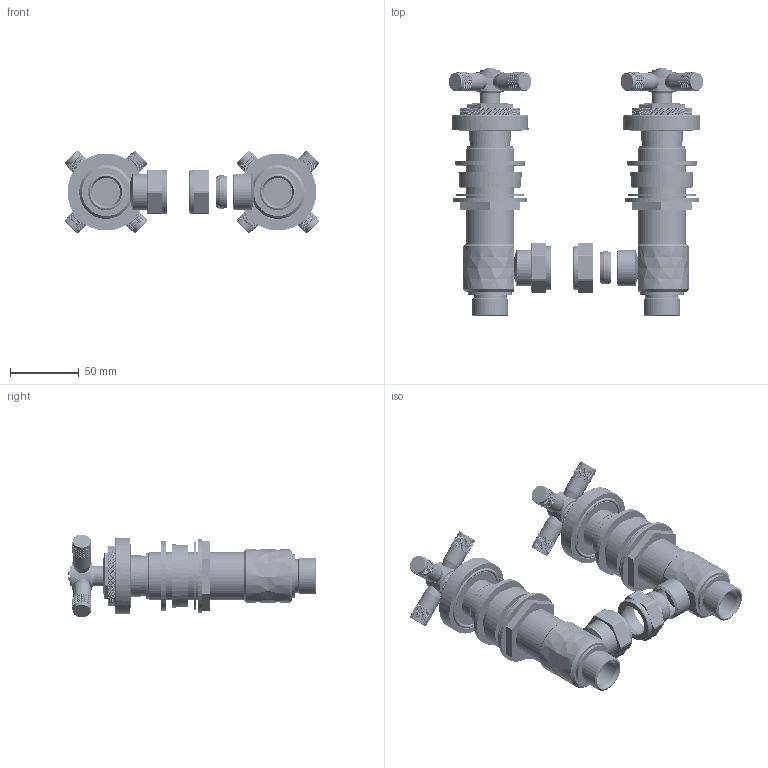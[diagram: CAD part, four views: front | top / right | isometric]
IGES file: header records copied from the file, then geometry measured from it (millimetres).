
Global section: file name: V7K42XK; native system: Autodesk Inventor 2018; preprocessor: unknown; author: clarkin; date: 20171005.104613; units: millimetre
Bounding box: 185.07 x 180.85 x 60.07 mm (x, y, z)
Volume: 312314.1 mm3; surface area: 214564.3 mm2
Topology: 72 solids, 72 shells, 24360 faces, 52712 edges, 28620 vertices
Faces by surface type: bspline 24360
